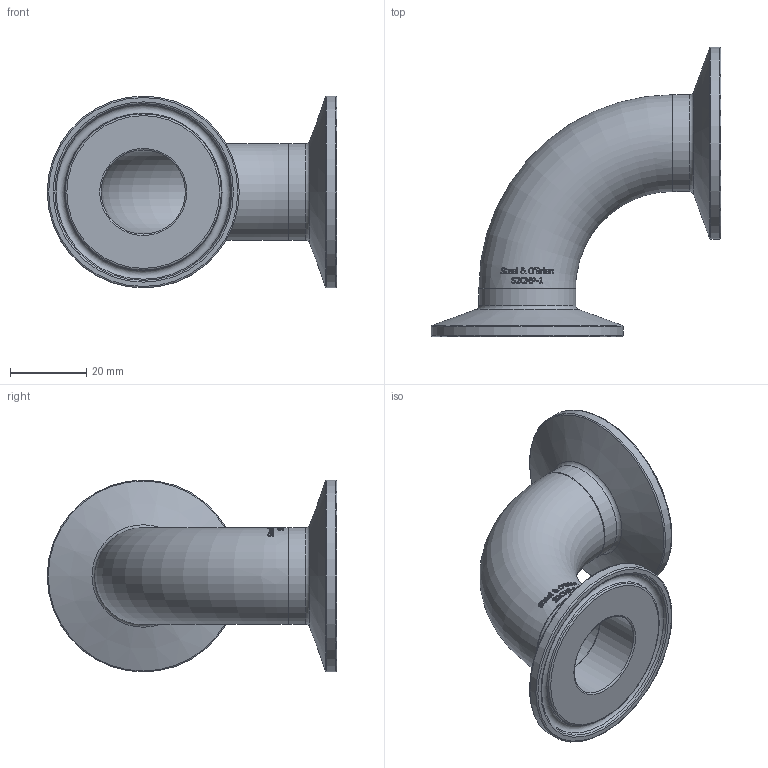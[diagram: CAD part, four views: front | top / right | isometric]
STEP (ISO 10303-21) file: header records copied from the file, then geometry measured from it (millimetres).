
FILE_DESCRIPTION(/* description */ (''),/* implementation_level */ '2;1');
FILE_NAME(/* name */ 'S2CMP-1.stp',/* time_stamp */ '2018-11-27T10:23:34-05:00',/* author */ ('ken'),/* organization */ (''),/* preprocessor_version */ 'ST-DEVELOPER v15.2',/* originating_system */ 'Autodesk Inventor 2014',/* authorisation */ '');
FILE_SCHEMA (('AUTOMOTIVE_DESIGN { 1 0 10303 214 3 1 1 }'));
Length unit declared in the file: inch
Products named in the file (1): S2CMP-1
Bounding box: 76 x 76 x 50.39 mm (x, y, z)
Volume: 24043.6 mm3; surface area: 19213.6 mm2
Topology: 1 solids, 1 shells, 370 faces, 972 edges, 640 vertices
Faces by surface type: bspline 171, plane 137, torus 50, cylinder 6, cone 6
Full cylindrical faces by diameter (mm): 22.098 x2, 25.4 x2, 50.394 x2
Entity records: 14485 total; most frequent: CARTESIAN_POINT 7053, ORIENTED_EDGE 1880, EDGE_CURVE 940, DIRECTION 780, VERTEX_POINT 640, B_SPLINE_CURVE_WITH_KNOTS 600, EDGE_LOOP 440, ADVANCED_FACE 370
